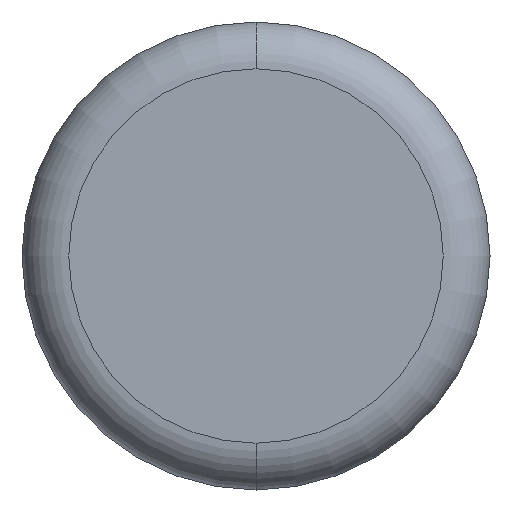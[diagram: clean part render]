
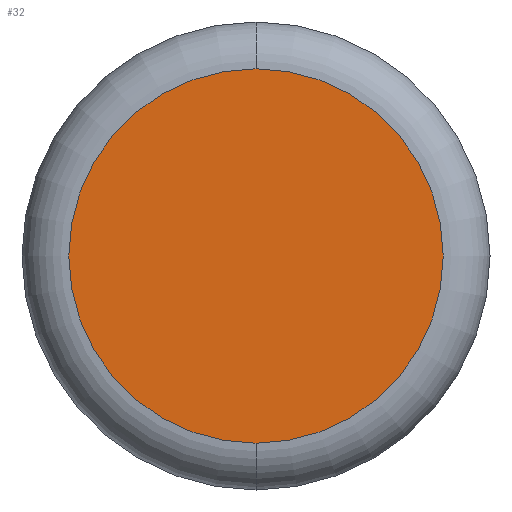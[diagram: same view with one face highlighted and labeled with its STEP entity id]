
A CAD part, front view. The second image highlights one B-rep face of the part: STEP entity #32.
In plain terms, the highlighted planar face has unit normal (0, -1, 0).
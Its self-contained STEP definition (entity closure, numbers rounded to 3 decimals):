
#3 = FACE_OUTER_BOUND ( 'NONE', #19, .T. ) ;
#4 = VERTEX_POINT ( 'NONE', #182 ) ;
#13 = DIRECTION ( 'NONE',  ( 0., -1., 0. ) ) ;
#17 = CARTESIAN_POINT ( 'NONE',  ( 0., 0., 0. ) ) ;
#19 = EDGE_LOOP ( 'NONE', ( #195, #124 ) ) ;
#22 = AXIS2_PLACEMENT_3D ( 'NONE', #17, #111, #127 ) ;
#28 = EDGE_CURVE ( 'NONE', #122, #4, #128, .T. ) ;
#32 = ADVANCED_FACE ( 'NONE', ( #3 ), #56, .F. ) ;
#38 = CARTESIAN_POINT ( 'NONE',  ( 0., 0., 0. ) ) ;
#47 = AXIS2_PLACEMENT_3D ( 'NONE', #170, #13, #203 ) ;
#56 = PLANE ( 'NONE',  #22 ) ;
#58 = AXIS2_PLACEMENT_3D ( 'NONE', #38, #109, #143 ) ;
#80 = CARTESIAN_POINT ( 'NONE',  ( 0., 0., 2. ) ) ;
#109 = DIRECTION ( 'NONE',  ( 0., -1., 0. ) ) ;
#111 = DIRECTION ( 'NONE',  ( 0., 1., 0. ) ) ;
#121 = EDGE_CURVE ( 'NONE', #4, #122, #212, .T. ) ;
#122 = VERTEX_POINT ( 'NONE', #80 ) ;
#124 = ORIENTED_EDGE ( 'NONE', *, *, #121, .T. ) ;
#127 = DIRECTION ( 'NONE',  ( 0., 0., 1. ) ) ;
#128 = CIRCLE ( 'NONE', #58, 2. ) ;
#143 = DIRECTION ( 'NONE',  ( 0., 0., 1. ) ) ;
#170 = CARTESIAN_POINT ( 'NONE',  ( 0., 0., 0. ) ) ;
#182 = CARTESIAN_POINT ( 'NONE',  ( 0., 0., -2. ) ) ;
#195 = ORIENTED_EDGE ( 'NONE', *, *, #28, .T. ) ;
#203 = DIRECTION ( 'NONE',  ( 0., 0., 1. ) ) ;
#212 = CIRCLE ( 'NONE', #47, 2. ) ;
